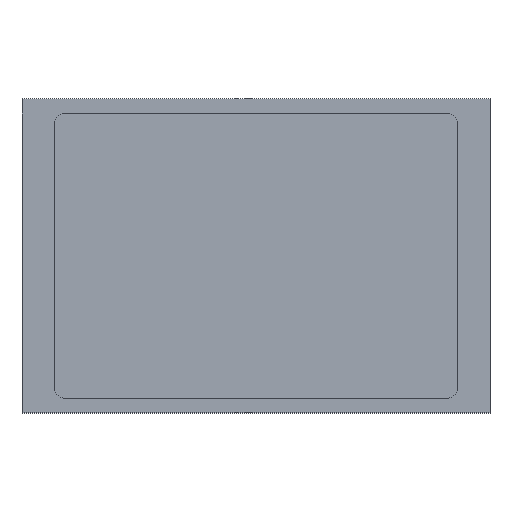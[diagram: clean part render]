
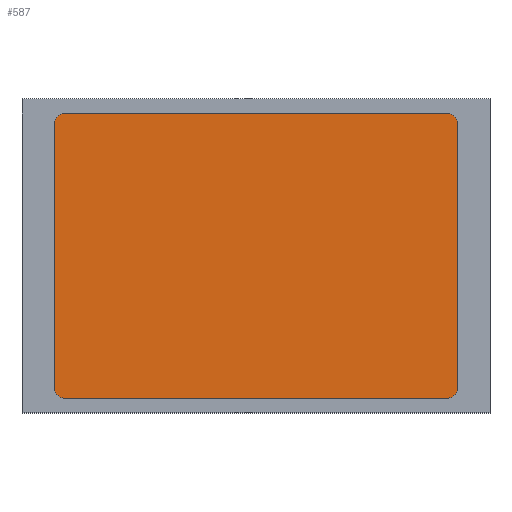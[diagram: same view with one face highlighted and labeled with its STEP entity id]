
A CAD part, top view. The second image highlights one B-rep face of the part: STEP entity #587.
In plain terms, the highlighted planar face has unit normal (0, 0, 1).
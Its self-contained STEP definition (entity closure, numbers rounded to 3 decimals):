
#61=LINE('',#968,#101);
#65=LINE('',#980,#105);
#69=LINE('',#992,#109);
#73=LINE('',#1003,#113);
#101=VECTOR('',#793,42.7);
#105=VECTOR('',#805,62.);
#109=VECTOR('',#817,42.7);
#113=VECTOR('',#829,62.);
#141=PLANE('',#663);
#196=FACE_OUTER_BOUND('',#251,.T.);
#251=EDGE_LOOP('',(#518,#519,#520,#521,#522,#523,#524,#525));
#276=CIRCLE('',#647,2.);
#278=CIRCLE('',#651,2.);
#280=CIRCLE('',#655,2.);
#282=CIRCLE('',#659,2.);
#318=VERTEX_POINT('',#958);
#319=VERTEX_POINT('',#959);
#322=VERTEX_POINT('',#967);
#324=VERTEX_POINT('',#973);
#326=VERTEX_POINT('',#979);
#328=VERTEX_POINT('',#985);
#330=VERTEX_POINT('',#991);
#332=VERTEX_POINT('',#997);
#376=EDGE_CURVE('',#318,#319,#276,.T.);
#380=EDGE_CURVE('',#322,#318,#61,.T.);
#383=EDGE_CURVE('',#324,#322,#278,.T.);
#386=EDGE_CURVE('',#326,#324,#65,.T.);
#389=EDGE_CURVE('',#328,#326,#280,.T.);
#392=EDGE_CURVE('',#330,#328,#69,.T.);
#395=EDGE_CURVE('',#332,#330,#282,.T.);
#398=EDGE_CURVE('',#319,#332,#73,.T.);
#518=ORIENTED_EDGE('',*,*,#398,.F.);
#519=ORIENTED_EDGE('',*,*,#376,.F.);
#520=ORIENTED_EDGE('',*,*,#380,.F.);
#521=ORIENTED_EDGE('',*,*,#383,.F.);
#522=ORIENTED_EDGE('',*,*,#386,.F.);
#523=ORIENTED_EDGE('',*,*,#389,.F.);
#524=ORIENTED_EDGE('',*,*,#392,.F.);
#525=ORIENTED_EDGE('',*,*,#395,.F.);
#587=ADVANCED_FACE('',(#196),#141,.T.);
#647=AXIS2_PLACEMENT_3D('',#960,#785,#786);
#651=AXIS2_PLACEMENT_3D('',#974,#798,#799);
#655=AXIS2_PLACEMENT_3D('',#986,#810,#811);
#659=AXIS2_PLACEMENT_3D('',#998,#822,#823);
#663=AXIS2_PLACEMENT_3D('',#1006,#833,#834);
#785=DIRECTION('center_axis',(0.,0.,-1.));
#786=DIRECTION('ref_axis',(1.,0.,0.));
#793=DIRECTION('',(0.,-1.,0.));
#798=DIRECTION('center_axis',(0.,0.,-1.));
#799=DIRECTION('ref_axis',(0.,1.,0.));
#805=DIRECTION('',(1.,0.,0.));
#810=DIRECTION('center_axis',(0.,0.,-1.));
#811=DIRECTION('ref_axis',(-1.,0.,0.));
#817=DIRECTION('',(0.,1.,0.));
#822=DIRECTION('center_axis',(0.,0.,-1.));
#823=DIRECTION('ref_axis',(0.,-1.,0.));
#829=DIRECTION('',(-1.,0.,0.));
#833=DIRECTION('center_axis',(0.,0.,1.));
#834=DIRECTION('ref_axis',(-1.,0.,0.));
#958=CARTESIAN_POINT('',(33.,-21.35,23.));
#959=CARTESIAN_POINT('',(31.,-23.35,23.));
#960=CARTESIAN_POINT('Origin',(31.,-21.35,23.));
#967=CARTESIAN_POINT('',(33.,21.35,23.));
#968=CARTESIAN_POINT('',(33.,21.35,23.));
#973=CARTESIAN_POINT('',(31.,23.35,23.));
#974=CARTESIAN_POINT('Origin',(31.,21.35,23.));
#979=CARTESIAN_POINT('',(-31.,23.35,23.));
#980=CARTESIAN_POINT('',(-31.,23.35,23.));
#985=CARTESIAN_POINT('',(-33.,21.35,23.));
#986=CARTESIAN_POINT('Origin',(-31.,21.35,23.));
#991=CARTESIAN_POINT('',(-33.,-21.35,23.));
#992=CARTESIAN_POINT('',(-33.,-21.35,23.));
#997=CARTESIAN_POINT('',(-31.,-23.35,23.));
#998=CARTESIAN_POINT('Origin',(-31.,-21.35,23.));
#1003=CARTESIAN_POINT('',(31.,-23.35,23.));
#1006=CARTESIAN_POINT('Origin',(0.,0.,
23.));
